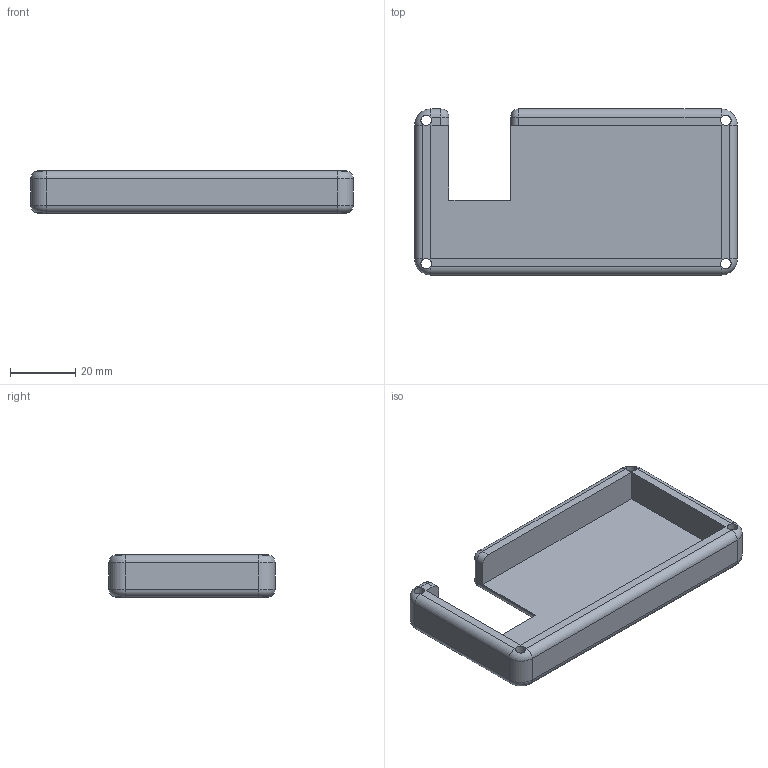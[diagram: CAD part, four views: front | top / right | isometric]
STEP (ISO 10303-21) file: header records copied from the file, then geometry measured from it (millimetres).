
FILE_DESCRIPTION(('HOOPS Exchange Step'),'2;1');
FILE_NAME('temp_export','2025-02-04T23:11:58+06:-30',('maity'),('Shapr3D Limited'),'HOOPS Exchange 2024.6','Shapr3D','Authorized');
FILE_SCHEMA( ('AP242_MANAGED_MODEL_BASED_3D_ENGINEERING_MIM_LF {1 0 10303 442 1 1 4 }') );
Length unit declared in the file: millimetre
Products named in the file (1): root
Bounding box: 99 x 51 x 13 mm (x, y, z)
Volume: 25029.8 mm3; surface area: 15034.1 mm2
Topology: 1 solids, 1 shells, 139 faces, 379 edges, 240 vertices
Faces by surface type: plane 84, cylinder 25, bspline 18, torus 8, sphere 4
Full cylindrical faces by diameter (mm): 3.2 x4
Entity records: 5357 total; most frequent: CARTESIAN_POINT 1914, ORIENTED_EDGE 750, DIRECTION 641, EDGE_CURVE 375, VECTOR 259, LINE 259, VERTEX_POINT 240, AXIS2_PLACEMENT_3D 191
